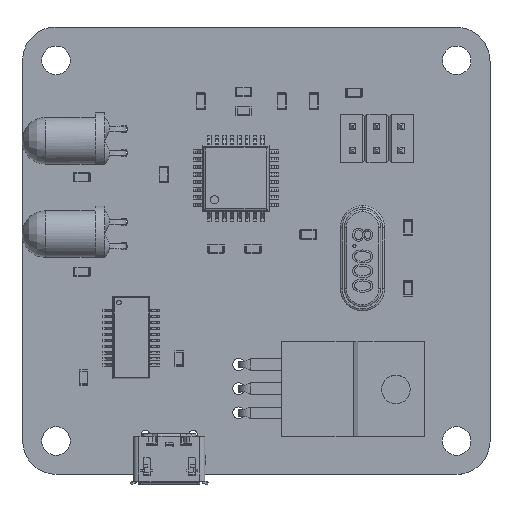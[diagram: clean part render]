
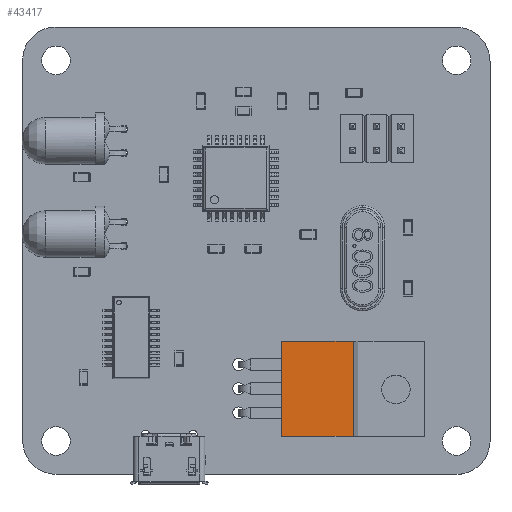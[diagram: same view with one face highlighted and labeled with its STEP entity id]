
A CAD part, top view. The second image highlights one B-rep face of the part: STEP entity #43417.
In plain terms, the highlighted face is planar.
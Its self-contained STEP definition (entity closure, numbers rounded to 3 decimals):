
#43314 = VERTEX_POINT('',#43315);
#43315 = CARTESIAN_POINT('',(-2.54,-1.397,3.81));
#43321 = EDGE_CURVE('',#43314,#43322,#43324,.T.);
#43322 = VERTEX_POINT('',#43323);
#43323 = CARTESIAN_POINT('',(-2.54,-1.397,11.31));
#43324 = LINE('',#43325,#43326);
#43325 = CARTESIAN_POINT('',(-2.54,-1.397,3.81));
#43326 = VECTOR('',#43327,1.);
#43327 = DIRECTION('',(0.,0.,1.));
#43383 = VERTEX_POINT('',#43384);
#43384 = CARTESIAN_POINT('',(7.46,-1.397,11.31));
#43390 = EDGE_CURVE('',#43383,#43391,#43393,.T.);
#43391 = VERTEX_POINT('',#43392);
#43392 = CARTESIAN_POINT('',(7.46,-1.397,3.81));
#43393 = LINE('',#43394,#43395);
#43394 = CARTESIAN_POINT('',(7.46,-1.397,3.81));
#43395 = VECTOR('',#43396,1.);
#43396 = DIRECTION('',(0.,-0.,-1.));
#43417 = ADVANCED_FACE('',(#43418),#43434,.F.);
#43418 = FACE_BOUND('',#43419,.T.);
#43419 = EDGE_LOOP('',(#43420,#43426,#43427,#43433));
#43420 = ORIENTED_EDGE('',*,*,#43421,.F.);
#43421 = EDGE_CURVE('',#43322,#43383,#43422,.T.);
#43422 = LINE('',#43423,#43424);
#43423 = CARTESIAN_POINT('',(-2.54,-1.397,11.31));
#43424 = VECTOR('',#43425,1.);
#43425 = DIRECTION('',(1.,0.,0.));
#43426 = ORIENTED_EDGE('',*,*,#43321,.F.);
#43427 = ORIENTED_EDGE('',*,*,#43428,.F.);
#43428 = EDGE_CURVE('',#43391,#43314,#43429,.T.);
#43429 = LINE('',#43430,#43431);
#43430 = CARTESIAN_POINT('',(-2.54,-1.397,3.81));
#43431 = VECTOR('',#43432,1.);
#43432 = DIRECTION('',(-1.,-0.,-0.));
#43433 = ORIENTED_EDGE('',*,*,#43390,.F.);
#43434 = PLANE('',#43435);
#43435 = AXIS2_PLACEMENT_3D('',#43436,#43437,#43438);
#43436 = CARTESIAN_POINT('',(-2.54,-1.397,18.81));
#43437 = DIRECTION('',(0.,1.,0.));
#43438 = DIRECTION('',(0.,-0.,1.));
